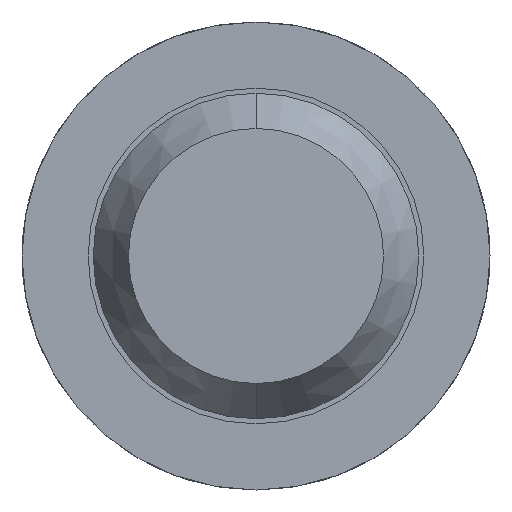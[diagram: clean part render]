
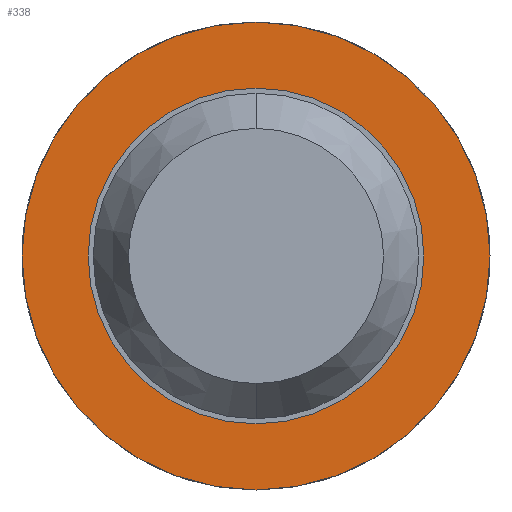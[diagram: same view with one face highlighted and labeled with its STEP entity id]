
A CAD part, front view. The second image highlights one B-rep face of the part: STEP entity #338.
In plain terms, the highlighted planar face has unit normal (0, -1, 0).
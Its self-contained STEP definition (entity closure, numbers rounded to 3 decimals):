
#40 = EDGE_LOOP ( 'NONE', ( #3861, #619 ) ) ;
#90 = AXIS2_PLACEMENT_3D ( 'NONE', #3065, #4019, #3388 ) ;
#157 = DIRECTION ( 'NONE',  ( 0., 1., 0. ) ) ;
#294 = DIRECTION ( 'NONE',  ( 0., 1., 0. ) ) ;
#338 = ADVANCED_FACE ( 'Defeature ausgef�hrt1_7', ( #2642, #462 ), #3695, .F. ) ;
#462 = FACE_BOUND ( 'NONE', #1547, .T. ) ;
#559 = ORIENTED_EDGE ( 'NONE', *, *, #1245, .T. ) ;
#619 = ORIENTED_EDGE ( 'NONE', *, *, #735, .F. ) ;
#735 = EDGE_CURVE ( 'Defeature ausgef�hrt1_0+Defeature ausgef�hrt1_7+Defeature ausgef�hrt1_7+Defeature ausgef�hrt1_7', #2687, #2603, #1379, .T. ) ;
#785 = DIRECTION ( 'NONE',  ( 0., 1., 0. ) ) ;
#856 = AXIS2_PLACEMENT_3D ( 'NONE', #3079, #294, #3362 ) ;
#883 = CARTESIAN_POINT ( 'NONE',  ( 0., -1.7, -1.15 ) ) ;
#896 = AXIS2_PLACEMENT_3D ( 'NONE', #3699, #914, #1226 ) ;
#914 = DIRECTION ( 'NONE',  ( 0., 1., 0. ) ) ;
#1081 = CARTESIAN_POINT ( 'NONE',  ( 0., -1.7, 1.15 ) ) ;
#1160 = CARTESIAN_POINT ( 'NONE',  ( 0., -1.7, -0.825 ) ) ;
#1226 = DIRECTION ( 'NONE',  ( 0., 0., 1. ) ) ;
#1245 = EDGE_CURVE ( 'Defeature ausgef�hrt1_7+Defeature ausgef�hrt1_6+Defeature ausgef�hrt1_6+Defeature ausgef�hrt1_6', #1522, #1544, #2870, .T. ) ;
#1379 = CIRCLE ( 'NONE', #896, 1.15 ) ;
#1522 = VERTEX_POINT ( 'NONE', #1786 ) ;
#1544 = VERTEX_POINT ( 'NONE', #1160 ) ;
#1547 = EDGE_LOOP ( 'NONE', ( #559, #2466 ) ) ;
#1786 = CARTESIAN_POINT ( 'NONE',  ( 0., -1.7, 0.825 ) ) ;
#2009 = EDGE_CURVE ( 'Defeature ausgef�hrt1_0+Defeature ausgef�hrt1_7+Defeature ausgef�hrt1_7+Defeature ausgef�hrt1_7', #2603, #2687, #2039, .T. ) ;
#2039 = CIRCLE ( 'NONE', #856, 1.15 ) ;
#2227 = AXIS2_PLACEMENT_3D ( 'NONE', #3875, #785, #3889 ) ;
#2466 = ORIENTED_EDGE ( 'NONE', *, *, #2965, .T. ) ;
#2585 = CARTESIAN_POINT ( 'NONE',  ( 0., -1.7, 0. ) ) ;
#2603 = VERTEX_POINT ( 'NONE', #1081 ) ;
#2642 = FACE_OUTER_BOUND ( 'NONE', #40, .T. ) ;
#2687 = VERTEX_POINT ( 'NONE', #883 ) ;
#2870 = CIRCLE ( 'NONE', #2227, 0.825 ) ;
#2965 = EDGE_CURVE ( 'Defeature ausgef�hrt1_7+Defeature ausgef�hrt1_6+Defeature ausgef�hrt1_6+Defeature ausgef�hrt1_6', #1544, #1522, #3052, .T. ) ;
#3052 = CIRCLE ( 'NONE', #3825, 0.825 ) ;
#3065 = CARTESIAN_POINT ( 'NONE',  ( 0.825, -1.7, 0. ) ) ;
#3079 = CARTESIAN_POINT ( 'NONE',  ( 0., -1.7, 0. ) ) ;
#3362 = DIRECTION ( 'NONE',  ( 0., 0., 1. ) ) ;
#3388 = DIRECTION ( 'NONE',  ( 0., 0., 1. ) ) ;
#3695 = PLANE ( 'NONE',  #90 ) ;
#3699 = CARTESIAN_POINT ( 'NONE',  ( 0., -1.7, 0. ) ) ;
#3825 = AXIS2_PLACEMENT_3D ( 'NONE', #2585, #157, #3836 ) ;
#3836 = DIRECTION ( 'NONE',  ( 0., 0., 1. ) ) ;
#3861 = ORIENTED_EDGE ( 'NONE', *, *, #2009, .F. ) ;
#3875 = CARTESIAN_POINT ( 'NONE',  ( 0., -1.7, 0. ) ) ;
#3889 = DIRECTION ( 'NONE',  ( 0., 0., 1. ) ) ;
#4019 = DIRECTION ( 'NONE',  ( 0., 1., 0. ) ) ;
